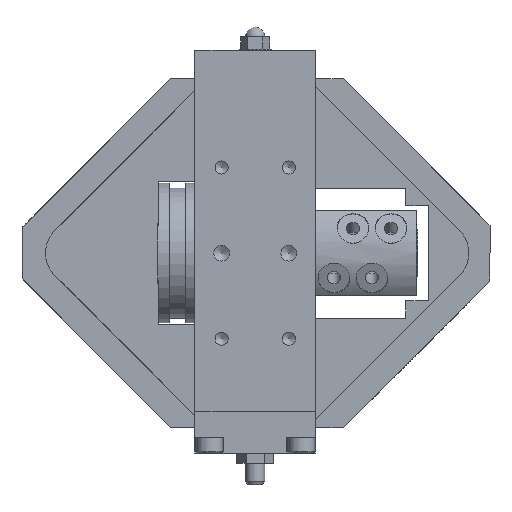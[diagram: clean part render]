
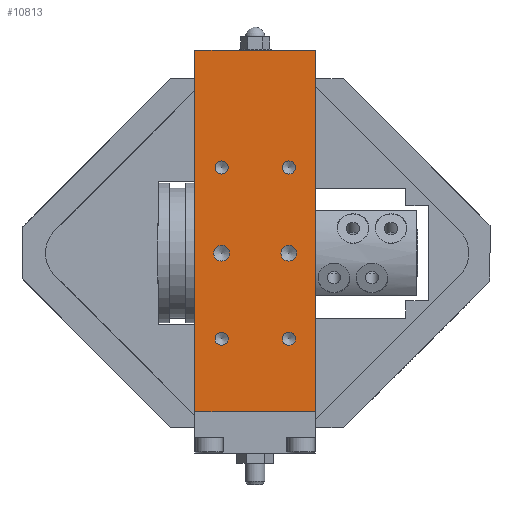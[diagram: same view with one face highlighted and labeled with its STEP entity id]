
A CAD part, left-side view. The second image highlights one B-rep face of the part: STEP entity #10813.
In plain terms, the highlighted planar face has unit normal (-1, 0, 0).
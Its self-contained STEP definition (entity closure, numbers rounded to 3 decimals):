
#585=PLANE('',#11910);
#955=LINE('',#15922,#1821);
#957=LINE('',#15926,#1823);
#958=LINE('',#15928,#1824);
#959=LINE('',#15929,#1825);
#1821=VECTOR('',#13166,10.);
#1823=VECTOR('',#13170,10.);
#1824=VECTOR('',#13171,10.);
#1825=VECTOR('',#13172,10.);
#2676=FACE_BOUND('',#3990,.T.);
#2677=FACE_BOUND('',#3991,.T.);
#2678=FACE_BOUND('',#3992,.T.);
#2679=FACE_BOUND('',#3993,.T.);
#2680=FACE_BOUND('',#3994,.T.);
#2681=FACE_BOUND('',#3995,.T.);
#3256=FACE_OUTER_BOUND('',#3989,.T.);
#3989=EDGE_LOOP('',(#8020,#8021,#8022,#8023));
#3990=EDGE_LOOP('',(#8024));
#3991=EDGE_LOOP('',(#8025));
#3992=EDGE_LOOP('',(#8026));
#3993=EDGE_LOOP('',(#8027));
#3994=EDGE_LOOP('',(#8028));
#3995=EDGE_LOOP('',(#8029));
#4871=CIRCLE('',#11725,2.067);
#4873=CIRCLE('',#11729,2.067);
#4875=CIRCLE('',#11733,2.067);
#4877=CIRCLE('',#11737,2.067);
#4879=CIRCLE('',#11741,2.5);
#4881=CIRCLE('',#11745,2.5);
#5221=VERTEX_POINT('',#15549);
#5223=VERTEX_POINT('',#15555);
#5225=VERTEX_POINT('',#15561);
#5227=VERTEX_POINT('',#15567);
#5229=VERTEX_POINT('',#15573);
#5231=VERTEX_POINT('',#15579);
#5346=VERTEX_POINT('',#15919);
#5347=VERTEX_POINT('',#15921);
#5348=VERTEX_POINT('',#15925);
#5349=VERTEX_POINT('',#15927);
#6297=EDGE_CURVE('',#5221,#5221,#4871,.T.);
#6299=EDGE_CURVE('',#5223,#5223,#4873,.T.);
#6301=EDGE_CURVE('',#5225,#5225,#4875,.T.);
#6303=EDGE_CURVE('',#5227,#5227,#4877,.T.);
#6305=EDGE_CURVE('',#5229,#5229,#4879,.T.);
#6307=EDGE_CURVE('',#5231,#5231,#4881,.T.);
#6447=EDGE_CURVE('',#5346,#5347,#955,.T.);
#6449=EDGE_CURVE('',#5348,#5346,#957,.T.);
#6450=EDGE_CURVE('',#5349,#5348,#958,.T.);
#6451=EDGE_CURVE('',#5347,#5349,#959,.T.);
#8020=ORIENTED_EDGE('',*,*,#6449,.F.);
#8021=ORIENTED_EDGE('',*,*,#6450,.F.);
#8022=ORIENTED_EDGE('',*,*,#6451,.F.);
#8023=ORIENTED_EDGE('',*,*,#6447,.F.);
#8024=ORIENTED_EDGE('',*,*,#6297,.T.);
#8025=ORIENTED_EDGE('',*,*,#6299,.T.);
#8026=ORIENTED_EDGE('',*,*,#6301,.T.);
#8027=ORIENTED_EDGE('',*,*,#6303,.T.);
#8028=ORIENTED_EDGE('',*,*,#6305,.T.);
#8029=ORIENTED_EDGE('',*,*,#6307,.T.);
#10813=ADVANCED_FACE('',(#3256,#2676,#2677,#2678,#2679,#2680,#2681),#585,
 .T.);
#11725=AXIS2_PLACEMENT_3D('',#15550,#12735,#12736);
#11729=AXIS2_PLACEMENT_3D('',#15556,#12743,#12744);
#11733=AXIS2_PLACEMENT_3D('',#15562,#12751,#12752);
#11737=AXIS2_PLACEMENT_3D('',#15568,#12759,#12760);
#11741=AXIS2_PLACEMENT_3D('',#15574,#12767,#12768);
#11745=AXIS2_PLACEMENT_3D('',#15580,#12775,#12776);
#11910=AXIS2_PLACEMENT_3D('',#15924,#13168,#13169);
#12735=DIRECTION('center_axis',(1.,0.,0.));
#12736=DIRECTION('ref_axis',(0.,0.,1.));
#12743=DIRECTION('center_axis',(1.,0.,0.));
#12744=DIRECTION('ref_axis',(0.,0.,1.));
#12751=DIRECTION('center_axis',(1.,0.,0.));
#12752=DIRECTION('ref_axis',(0.,0.,1.));
#12759=DIRECTION('center_axis',(1.,0.,0.));
#12760=DIRECTION('ref_axis',(0.,0.,1.));
#12767=DIRECTION('center_axis',(1.,0.,0.));
#12768=DIRECTION('ref_axis',(0.,0.,1.));
#12775=DIRECTION('center_axis',(1.,0.,0.));
#12776=DIRECTION('ref_axis',(0.,0.,1.));
#13166=DIRECTION('',(0.,1.,0.));
#13168=DIRECTION('center_axis',(-1.,0.,0.));
#13169=DIRECTION('ref_axis',(0.,-1.,0.));
#13170=DIRECTION('',(0.,0.,-1.));
#13171=DIRECTION('',(0.,-1.,0.));
#13172=DIRECTION('',(0.,0.,1.));
#15549=CARTESIAN_POINT('',(-34.,10.6,29.067));
#15550=CARTESIAN_POINT('Origin',(-34.,10.6,27.));
#15555=CARTESIAN_POINT('',(-34.,10.6,-24.933));
#15556=CARTESIAN_POINT('Origin',(-34.,10.6,-27.));
#15561=CARTESIAN_POINT('',(-34.,-10.6,-24.933));
#15562=CARTESIAN_POINT('Origin',(-34.,-10.6,-27.));
#15567=CARTESIAN_POINT('',(-34.,-10.6,29.067));
#15568=CARTESIAN_POINT('Origin',(-34.,-10.6,27.));
#15573=CARTESIAN_POINT('',(-34.,10.6,2.5));
#15574=CARTESIAN_POINT('Origin',(-34.,10.6,0.));
#15579=CARTESIAN_POINT('',(-34.,-10.6,2.5));
#15580=CARTESIAN_POINT('Origin',(-34.,-10.6,0.));
#15919=CARTESIAN_POINT('',(-34.,-19.,-50.));
#15921=CARTESIAN_POINT('',(-34.,19.,-50.));
#15922=CARTESIAN_POINT('',(-34.,19.,-50.));
#15924=CARTESIAN_POINT('Origin',(-34.,19.,0.));
#15925=CARTESIAN_POINT('',(-34.,-19.,64.));
#15926=CARTESIAN_POINT('',(-34.,-19.,0.));
#15927=CARTESIAN_POINT('',(-34.,19.,64.));
#15928=CARTESIAN_POINT('',(-34.,19.,64.));
#15929=CARTESIAN_POINT('',(-34.,19.,0.));
